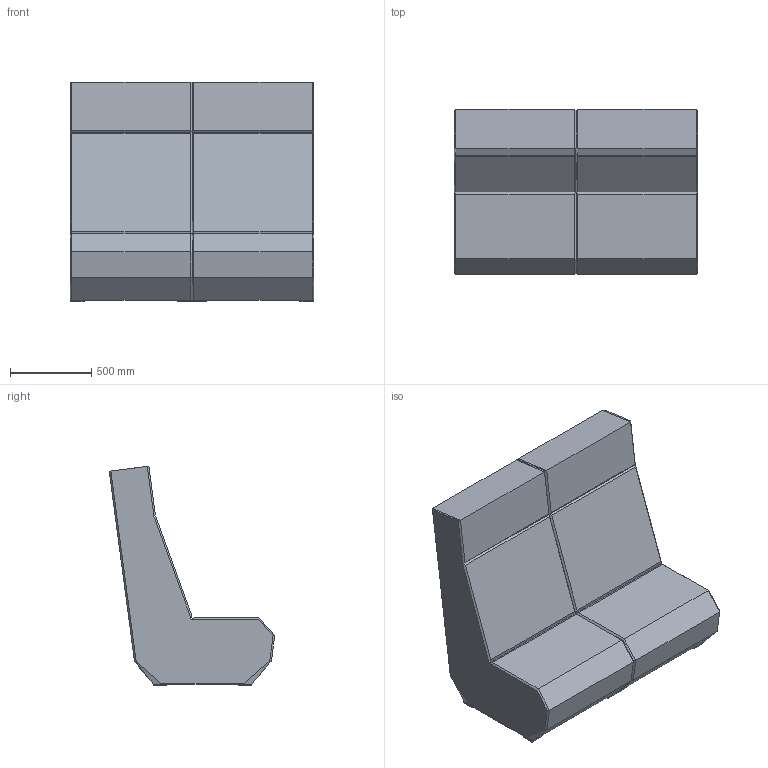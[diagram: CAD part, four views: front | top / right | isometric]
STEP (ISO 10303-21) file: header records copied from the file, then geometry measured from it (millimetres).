
FILE_DESCRIPTION(/* description */ (''),/* implementation_level */ '2;1');
FILE_NAME(/* name */ 'KM2',/* time_stamp */ '2015-10-05T16:23:27+02:00',/* author */ (''),/* organization */ (''),/* preprocessor_version */ 'ST-DEVELOPER v15',/* originating_system */ '',/* authorisation */ '');
FILE_SCHEMA (('CONFIG_CONTROL_DESIGN'));
Length unit declared in the file: millimetre
Products named in the file (1): Document
Bounding box: 1500 x 1017.73 x 1352.16 mm (x, y, z)
Volume: 959435147.1 mm3; surface area: 9083341.3 mm2
Topology: 10 solids, 10 shells, 174 faces, 421 edges, 236 vertices
Faces by surface type: bspline 142, plane 32
Entity records: 6449 total; most frequent: CARTESIAN_POINT 4230, ORIENTED_EDGE 772, EDGE_CURVE 386, VERTEX_POINT 232, ADVANCED_FACE 174, FACE_OUTER_BOUND 174, EDGE_LOOP 174, B_SPLINE_CURVE_WITH_KNOTS 70
